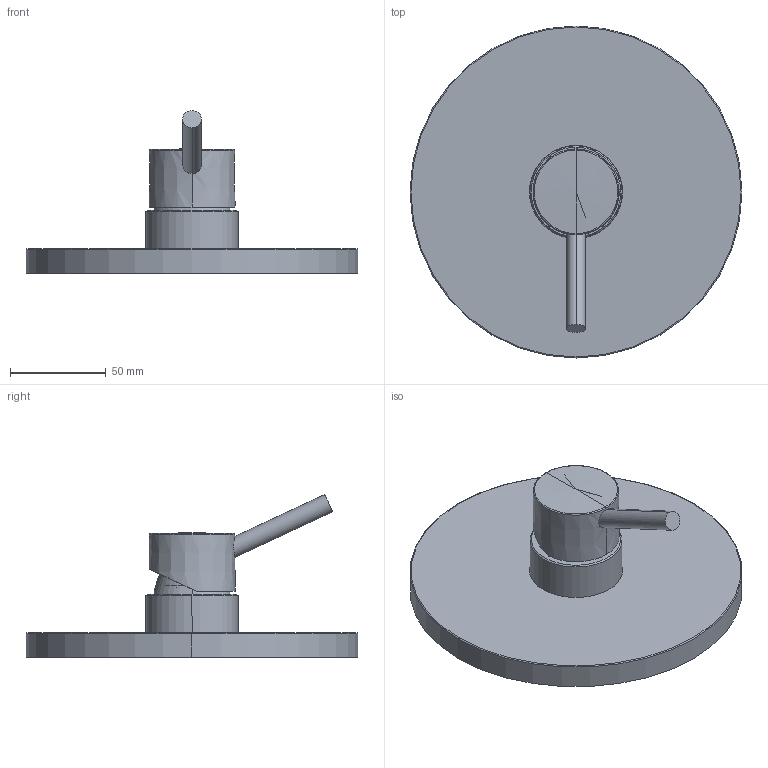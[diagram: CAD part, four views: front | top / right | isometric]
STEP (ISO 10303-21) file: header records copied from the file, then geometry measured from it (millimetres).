
FILE_DESCRIPTION((''),'2;1');
FILE_NAME('BIBOX010CR','2021-11-03T16:50:22',('ut3'),('PAFFONI SpA'),'CREO PARAMETRIC BY PTC INC, 2020044','CREO PARAMETRIC BY PTC INC, 2020044','');
FILE_SCHEMA(('CONFIG_CONTROL_DESIGN','SHAPE_APPEARANCE_LAYERS_GROUPS'));
Length unit declared in the file: millimetre
Products named in the file (1): BIBOX010CR
Bounding box: 173 x 173 x 84.91 mm (x, y, z)
Volume: 232427.1 mm3; surface area: 100322.7 mm2
Topology: 2 solids, 3 shells, 1035 faces, 2751 edges, 1728 vertices
Faces by surface type: plane 591, cylinder 245, torus 85, cone 48, bspline 42, sphere 24
Entity records: 42622 total; most frequent: CARTESIAN_POINT 9980, ORIENTED_EDGE 5482, DIRECTION 5107, EDGE_CURVE 2741, AXIS2_PLACEMENT_3D 1797, VERTEX_POINT 1728, VECTOR 1513, LINE 1513
